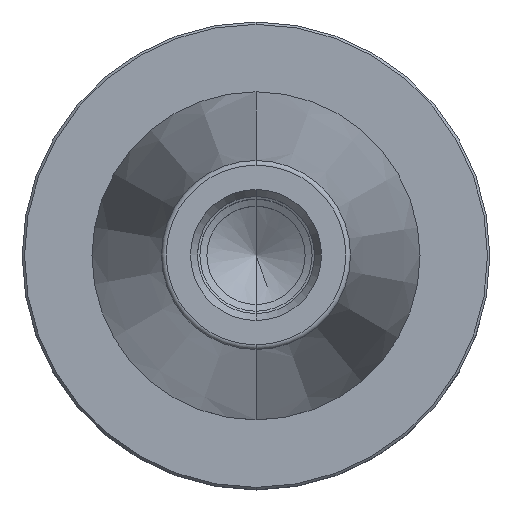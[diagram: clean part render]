
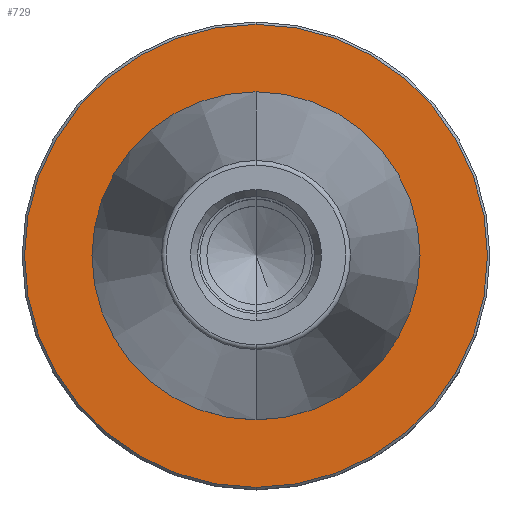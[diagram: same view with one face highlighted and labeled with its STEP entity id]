
A CAD part, top view. The second image highlights one B-rep face of the part: STEP entity #729.
In plain terms, the highlighted planar face has unit normal (0, 0, 1).
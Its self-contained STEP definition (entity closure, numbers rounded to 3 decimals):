
#421=EDGE_CURVE('',#543,#607,#984,.T.);
#519=EDGE_CURVE('',#795,#687,#1099,.T.);
#543=VERTEX_POINT('',#1127);
#551=EDGE_CURVE('',#687,#795,#1136,.T.);
#607=VERTEX_POINT('',#1200);
#659=EDGE_CURVE('',#607,#543,#1255,.T.);
#687=VERTEX_POINT('',#1285);
#729=ADVANCED_FACE('',(#1329,#1330),#1331,.T.);
#795=VERTEX_POINT('',#1403);
#984=CIRCLE('',#1630,49.5);
#1099=CIRCLE('',#1770,35.071);
#1127=CARTESIAN_POINT('',(0.0,49.5,-3.0));
#1136=CIRCLE('',#1813,35.071);
#1200=CARTESIAN_POINT('',(0.,-49.5,-3.0));
#1255=CIRCLE('',#1974,49.5);
#1285=CARTESIAN_POINT('',(0.0,35.071,-3.0));
#1329=FACE_OUTER_BOUND('',#2072,.T.);
#1330=FACE_BOUND('',#2073,.T.);
#1331=PLANE('',#2074);
#1403=CARTESIAN_POINT('',(0.,-35.071,-3.0));
#1630=AXIS2_PLACEMENT_3D('',#2444,#2445,#2446);
#1770=AXIS2_PLACEMENT_3D('',#2594,#2595,#2596);
#1813=AXIS2_PLACEMENT_3D('',#2639,#2640,#2641);
#1974=AXIS2_PLACEMENT_3D('',#2798,#2799,#2800);
#2072=EDGE_LOOP('',(#2875,#2876));
#2073=EDGE_LOOP('',(#2877,#2878));
#2074=AXIS2_PLACEMENT_3D('',#2879,#2880,#2881);
#2444=CARTESIAN_POINT('',(0.0,0.0,-3.0));
#2445=DIRECTION('',(0.0,0.0,-1.0));
#2446=DIRECTION('',(0.0,1.0,0.0));
#2594=CARTESIAN_POINT('',(0.0,0.0,-3.0));
#2595=DIRECTION('',(0.0,0.0,-1.0));
#2596=DIRECTION('',(0.0,1.0,0.0));
#2639=CARTESIAN_POINT('',(0.0,0.0,-3.0));
#2640=DIRECTION('',(0.0,0.0,-1.0));
#2641=DIRECTION('',(0.0,1.0,0.0));
#2798=CARTESIAN_POINT('',(0.0,0.0,-3.0));
#2799=DIRECTION('',(0.0,0.0,-1.0));
#2800=DIRECTION('',(0.0,1.0,0.0));
#2875=ORIENTED_EDGE('',*,*,#421,.F.);
#2876=ORIENTED_EDGE('',*,*,#659,.F.);
#2877=ORIENTED_EDGE('',*,*,#551,.T.);
#2878=ORIENTED_EDGE('',*,*,#519,.T.);
#2879=CARTESIAN_POINT('',(0.0,42.285,-3.0));
#2880=DIRECTION('',(-0.0,0.0,1.0));
#2881=DIRECTION('',(0.0,-1.0,0.0));
